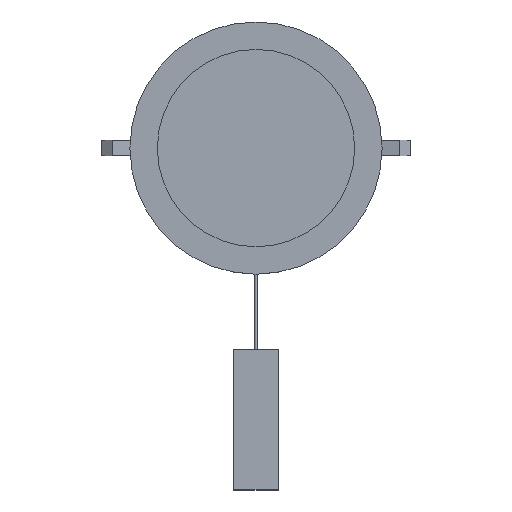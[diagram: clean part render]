
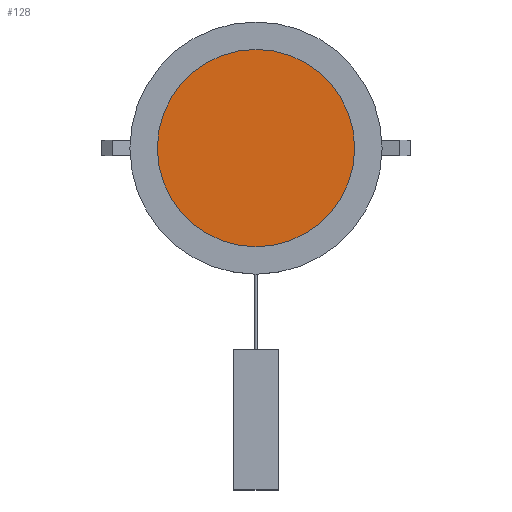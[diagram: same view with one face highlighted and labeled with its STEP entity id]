
A CAD part, top view. The second image highlights one B-rep face of the part: STEP entity #128.
In plain terms, the highlighted planar face has unit normal (0, 0, 1).
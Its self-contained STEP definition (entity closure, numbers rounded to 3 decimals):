
#126 = AXIS2_PLACEMENT_3D ( 'NONE', #1331, #1437, #545 ) ;
#128 = ADVANCED_FACE ( 'NONE', ( #1306 ), #988, .T. ) ;
#210 = VERTEX_POINT ( 'NONE', #1014 ) ;
#275 = EDGE_LOOP ( 'NONE', ( #614 ) ) ;
#296 = CARTESIAN_POINT ( 'NONE',  ( 96.5, 0., 0. ) ) ;
#411 = DIRECTION ( 'NONE',  ( 0., 0., 1. ) ) ;
#494 = AXIS2_PLACEMENT_3D ( 'NONE', #296, #411, #875 ) ;
#545 = DIRECTION ( 'NONE',  ( 1., 0., 0. ) ) ;
#614 = ORIENTED_EDGE ( 'NONE', *, *, #1402, .T. ) ;
#875 = DIRECTION ( 'NONE',  ( 0., 1., 0. ) ) ;
#988 = PLANE ( 'NONE',  #494 ) ;
#1014 = CARTESIAN_POINT ( 'NONE',  ( 96.5, 0., 0. ) ) ;
#1293 = CIRCLE ( 'NONE', #126, 96.5 ) ;
#1306 = FACE_OUTER_BOUND ( 'NONE', #275, .T. ) ;
#1331 = CARTESIAN_POINT ( 'NONE',  ( 0., 0., 0. ) ) ;
#1402 = EDGE_CURVE ( 'NONE', #210, #210, #1293, .T. ) ;
#1437 = DIRECTION ( 'NONE',  ( 0., 0., 1. ) ) ;
